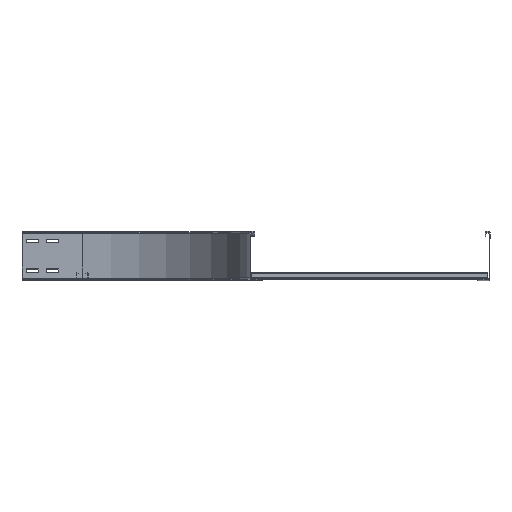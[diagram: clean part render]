
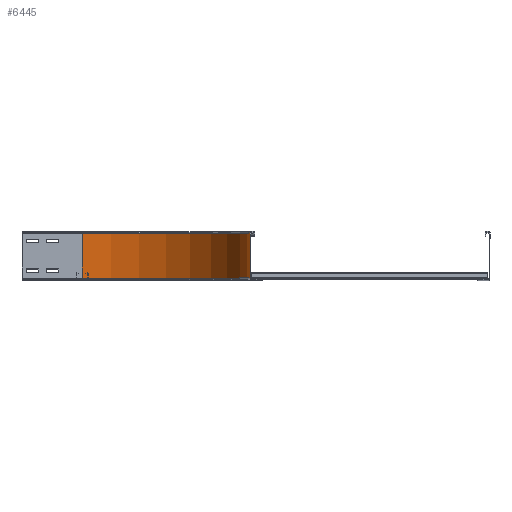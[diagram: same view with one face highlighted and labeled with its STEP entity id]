
A CAD part, top view. The second image highlights one B-rep face of the part: STEP entity #6445.
In plain terms, the highlighted cylindrical face has radius 420 mm (diameter 840 mm), a partial arc.
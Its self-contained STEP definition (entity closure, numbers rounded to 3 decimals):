
#200=CIRCLE('',#6936,420.);
#202=CIRCLE('',#6939,420.);
#300=CYLINDRICAL_SURFACE('',#6938,420.);
#398=FACE_OUTER_BOUND('',#774,.T.);
#774=EDGE_LOOP('',(#4504,#4505,#4506,#4507));
#1274=LINE('',#9368,#2076);
#1304=LINE('',#9447,#2106);
#2076=VECTOR('',#7557,10.);
#2106=VECTOR('',#7637,10.);
#2848=VERTEX_POINT('',#9361);
#2850=VERTEX_POINT('',#9367);
#2873=VERTEX_POINT('',#9441);
#2874=VERTEX_POINT('',#9445);
#3446=EDGE_CURVE('',#2848,#2850,#1274,.T.);
#3483=EDGE_CURVE('',#2873,#2848,#200,.T.);
#3485=EDGE_CURVE('',#2874,#2850,#202,.T.);
#3486=EDGE_CURVE('',#2873,#2874,#1304,.T.);
#4504=ORIENTED_EDGE('',*,*,#3446,.T.);
#4505=ORIENTED_EDGE('',*,*,#3485,.F.);
#4506=ORIENTED_EDGE('',*,*,#3486,.F.);
#4507=ORIENTED_EDGE('',*,*,#3483,.T.);
#6445=ADVANCED_FACE('',(#398),#300,.F.);
#6936=AXIS2_PLACEMENT_3D('',#9442,#7629,#7630);
#6938=AXIS2_PLACEMENT_3D('',#9444,#7633,#7634);
#6939=AXIS2_PLACEMENT_3D('',#9446,#7635,#7636);
#7557=DIRECTION('',(0.,1.,0.));
#7629=DIRECTION('center_axis',(0.,-1.,0.));
#7630=DIRECTION('ref_axis',(-1.,0.,0.));
#7633=DIRECTION('center_axis',(0.,-1.,0.));
#7634=DIRECTION('ref_axis',(-1.,0.,0.));
#7635=DIRECTION('center_axis',(0.,-1.,0.));
#7636=DIRECTION('ref_axis',(-1.,0.,0.));
#7637=DIRECTION('',(0.,1.,0.));
#9361=CARTESIAN_POINT('',(451.,4.,-420.));
#9367=CARTESIAN_POINT('',(451.,116.,-420.));
#9368=CARTESIAN_POINT('',(451.,116.,-420.));
#9441=CARTESIAN_POINT('',(31.,4.,0.));
#9442=CARTESIAN_POINT('Origin',(451.,4.,0.));
#9444=CARTESIAN_POINT('Origin',(451.,54.966,0.));
#9445=CARTESIAN_POINT('',(31.,116.,0.));
#9446=CARTESIAN_POINT('Origin',(451.,116.,0.));
#9447=CARTESIAN_POINT('',(31.,-27.524,0.));
